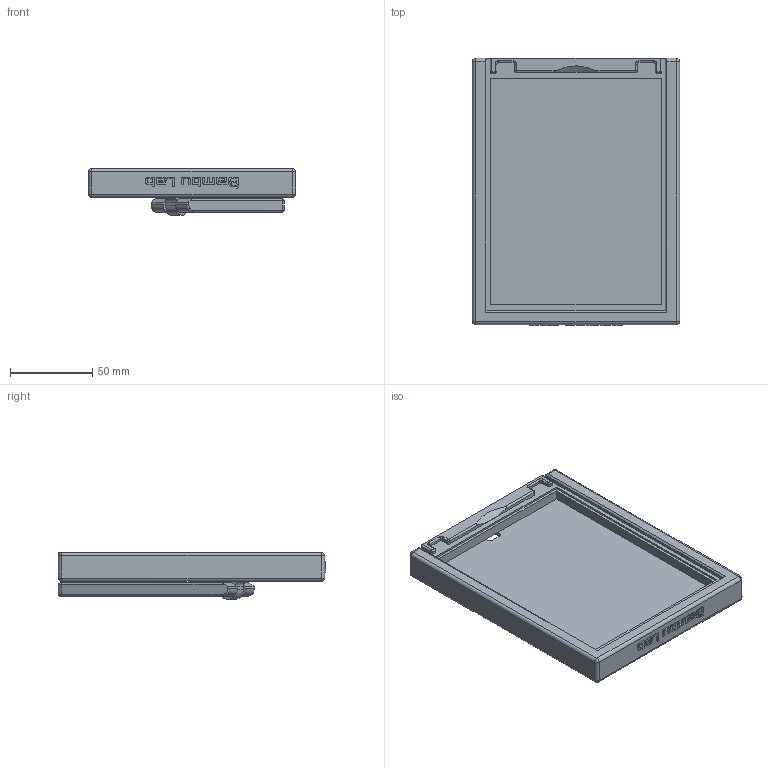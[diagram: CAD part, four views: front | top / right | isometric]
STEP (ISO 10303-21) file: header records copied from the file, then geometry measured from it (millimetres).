
FILE_DESCRIPTION((''),'2;1');
FILE_NAME('CMYK_FRAME_FINAL','2023-05-11T14:54:44',('油桃'),(''),'CREO PARAMETRIC BY PTC INC, 2019164','CREO PARAMETRIC BY PTC INC, 2019164','');
FILE_SCHEMA(('CONFIG_CONTROL_DESIGN','SHAPE_APPEARANCE_LAYERS_GROUPS'));
Length unit declared in the file: millimetre
Products named in the file (1): CMYK_FRAME_FINAL
Bounding box: 126 x 162.61 x 28.5 mm (x, y, z)
Volume: 152597.8 mm3; surface area: 84559.5 mm2
Topology: 2 solids, 2 shells, 338 faces, 865 edges, 546 vertices
Faces by surface type: plane 196, cylinder 66, extrusion 42, sphere 14, torus 12, cone 5, bspline 3
Entity records: 13397 total; most frequent: CARTESIAN_POINT 2446, ORIENTED_EDGE 1730, DIRECTION 1538, EDGE_CURVE 865, VECTOR 662, LINE 620, VERTEX_POINT 548, AXIS2_PLACEMENT_3D 438
